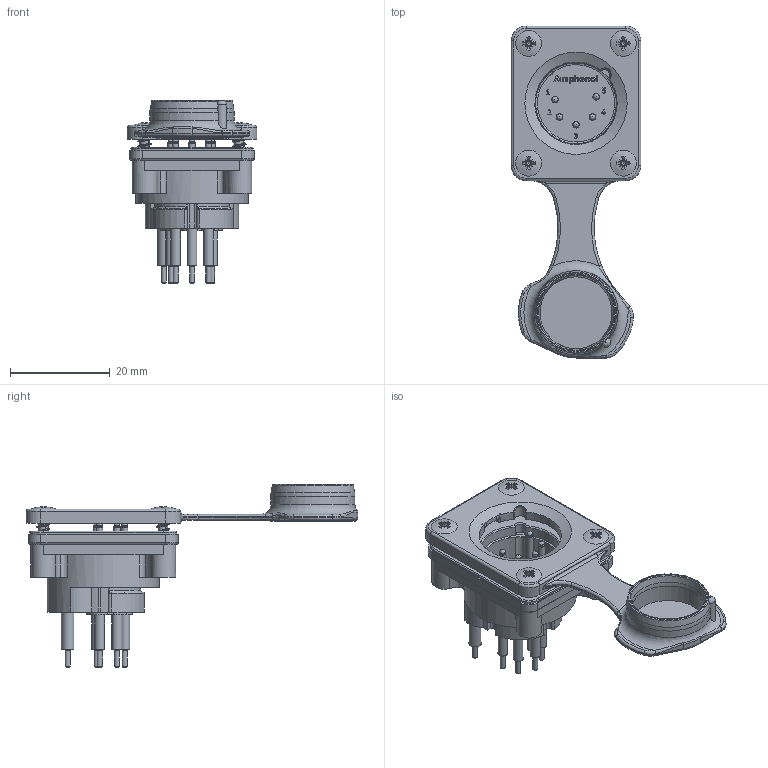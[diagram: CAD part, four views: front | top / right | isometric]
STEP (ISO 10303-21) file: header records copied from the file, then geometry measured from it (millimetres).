
FILE_DESCRIPTION(/* description */ (''),/* implementation_level */ '2;1');
FILE_NAME(/* name */ 'AXS5MPV.stp',/* time_stamp */ '2024-06-21T11:53:23+10:00',/* author */ ('minh'),/* organization */ (''),/* preprocessor_version */ 'ST-DEVELOPER v19.2',/* originating_system */ 'Autodesk Inventor 2023',/* authorisation */ '');
FILE_SCHEMA (('AUTOMOTIVE_DESIGN { 1 0 10303 214 3 1 1 }'));
Products named in the file (1): 55011500-805
Bounding box: 26 x 66.56 x 36.7 mm (x, y, z)
Volume: 8486.3 mm3; surface area: 8756.7 mm2
Topology: 1 solids, 15 shells, 2143 faces, 5951 edges, 3854 vertices
Faces by surface type: bspline 896, plane 551, cylinder 464, cone 167, torus 56, sphere 9
Full cylindrical faces by diameter (mm): 1 x6, 1.27 x10, 1.33 x10, 1.5 x1, 2 x10, 2.16 x10, 2.4 x3, 2.5 x1, 2.6 x3, 3.2 x2, 3.4 x5, 3.6 x1, 4 x5, 14.4 x1, 15.4 x1, 17 x1, 22.5 x1
Entity records: 144295 total; most frequent: CARTESIAN_POINT 95448, ORIENTED_EDGE 11872, DIRECTION 6186, EDGE_CURVE 5936, VERTEX_POINT 3854, B_SPLINE_CURVE_WITH_KNOTS 3094, EDGE_LOOP 2268, AXIS2_PLACEMENT_3D 2154
